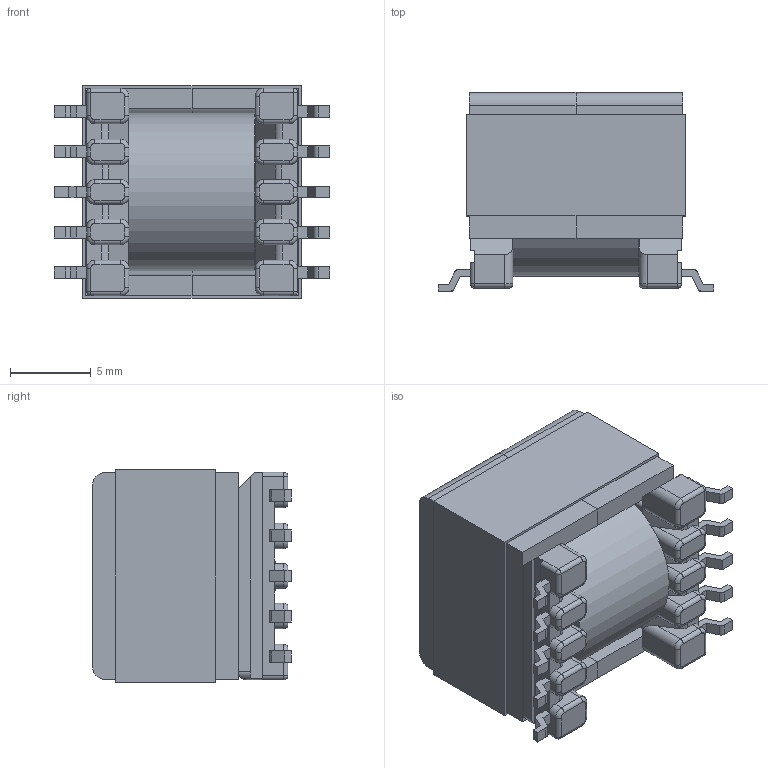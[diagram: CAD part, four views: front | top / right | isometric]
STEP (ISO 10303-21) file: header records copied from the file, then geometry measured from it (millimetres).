
FILE_DESCRIPTION (( 'STEP AP214' ), '1' );
FILE_NAME ('EP13_4375.STEP', '2019-01-31T19:48:33', ( '' ), ( '' ), 'SwSTEP 2.0', 'SolidWorks 2017', '' );
FILE_SCHEMA (( 'AUTOMOTIVE_DESIGN' ));
Length unit declared in the file: inch
Products named in the file (5): 440-9988-2363; 150-2363_6A; 070-4375_coil; 070-4375_6K; EP13_4375
Assembly tree (5 placements, depth 2):
  EP13_4375
    070-4375_6K
    070-4375_coil
    150-2363_6A  x2
    440-9988-2363
Bounding box: 17 x 12.27 x 13.1 mm (x, y, z)
Volume: 1734.1 mm3; surface area: 3227 mm2
Topology: 5 solids, 5 shells, 385 faces, 1023 edges, 648 vertices
Faces by surface type: plane 198, cylinder 139, torus 44, sphere 4
Entity records: 13151 total; most frequent: CARTESIAN_POINT 2095, DIRECTION 2019, ORIENTED_EDGE 1966, EDGE_CURVE 983, AXIS2_PLACEMENT_3D 690, VECTOR 639, LINE 639, VERTEX_POINT 624
